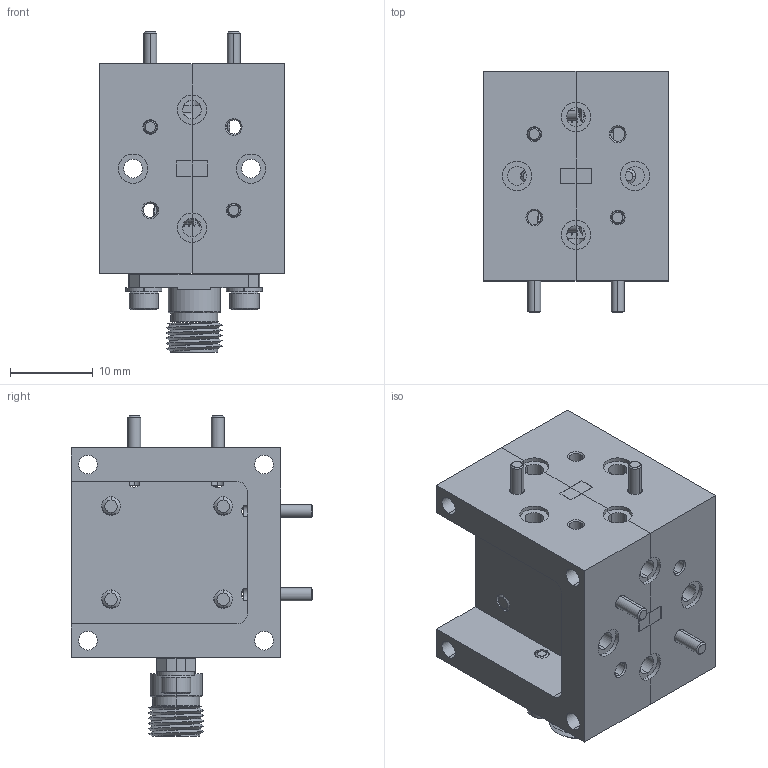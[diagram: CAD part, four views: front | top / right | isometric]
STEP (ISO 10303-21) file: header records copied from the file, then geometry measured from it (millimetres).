
FILE_DESCRIPTION (( 'STEP AP203' ), '1' );
FILE_NAME ('SFB-15-N1-M.STEP', '2018-08-28T19:08:12', ( '' ), ( '' ), 'SwSTEP 2.0', 'SolidWorks 2016', '' );
FILE_SCHEMA (( 'CONFIG_CONTROL_DESIGN' ));
Length unit declared in the file: inch
Products named in the file (1): SFB-15-N1-M
Bounding box: 22.35 x 29.27 x 38.8 mm (x, y, z)
Surface area: 6058.2 mm2 (no closed solid volume)
Topology: 0 solids, 21 shells, 362 faces, 1004 edges, 651 vertices
Faces by surface type: cylinder 135, plane 122, cone 99, bspline 4, torus 2
Entity records: 14380 total; most frequent: CARTESIAN_POINT 5092, DIRECTION 2021, ORIENTED_EDGE 1731, EDGE_CURVE 1004, AXIS2_PLACEMENT_3D 767, VERTEX_POINT 651, LINE 487, VECTOR 487
